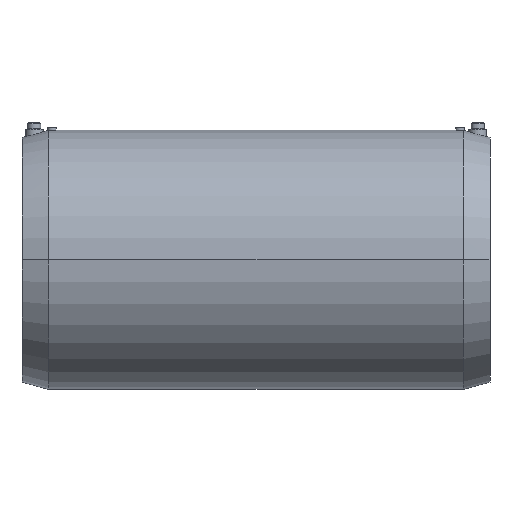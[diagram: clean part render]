
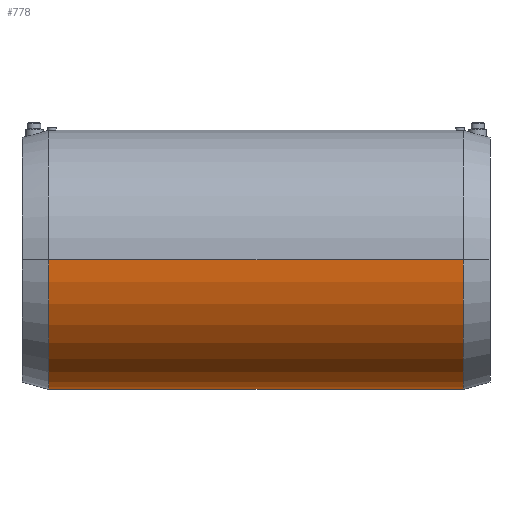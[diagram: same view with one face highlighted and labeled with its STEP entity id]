
A CAD part, front view. The second image highlights one B-rep face of the part: STEP entity #778.
In plain terms, the highlighted cylindrical face has radius 116.5 mm (diameter 233 mm), a partial arc.
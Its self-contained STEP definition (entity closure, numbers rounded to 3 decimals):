
#310 = VERTEX_POINT( '', #890 );
#338 = VERTEX_POINT( '', #921 );
#354 = EDGE_CURVE( '', #338, #390, #939, .T. );
#390 = VERTEX_POINT( '', #979 );
#408 = VERTEX_POINT( '', #999 );
#418 = VERTEX_POINT( '', #1013 );
#494 = EDGE_CURVE( '', #646, #310, #1096, .T. );
#530 = VERTEX_POINT( '', #1134 );
#542 = EDGE_CURVE( '', #390, #418, #1150, .T. );
#626 = EDGE_CURVE( '', #646, #418, #1242, .T. );
#646 = VERTEX_POINT( '', #1264 );
#660 = EDGE_CURVE( '', #338, #530, #1279, .T. );
#730 = EDGE_CURVE( '', #408, #310, #1358, .T. );
#778 = ADVANCED_FACE( '', ( #1416 ), #1417, .T. );
#810 = EDGE_CURVE( '', #530, #408, #1454, .T. );
#890 = CARTESIAN_POINT( '', ( 396.973, -116.5, 0. ) );
#921 = CARTESIAN_POINT( '', ( 110.31, 116.5, 0. ) );
#939 = B_SPLINE_CURVE_WITH_KNOTS( '', 3, ( #1631, #1632, #1633, #1634, #1635, #1636, #1637, #1638, #1639, #1640, #1641, #1642, #1643, #1644, #1645, #1646, #1647, #1648, #1649, #1650, #1651, #1652, #1653, #1654, #1655, #1656, #1657, #1658, #1659, #1660, #1661, #1662, #1663, #1664, #1665, #1666 ), .UNSPECIFIED., .F., .F., ( 4, 2, 2, 2, 2, 2, 2, 2, 2, 2, 2, 2, 2, 2, 2, 2, 2, 4 ), ( 495.563, 505.618, 515.674, 525.73, 535.786, 545.841, 555.897, 565.953, 576.009, 586.601, 597.194, 607.787, 618.379, 628.972, 639.565, 650.157, 655.454, 660.75 ), .UNSPECIFIED. );
#979 = CARTESIAN_POINT( '', ( 210.5, 59.449, -100.19 ) );
#999 = CARTESIAN_POINT( '', ( 24.027, -116.5, 0. ) );
#1013 = CARTESIAN_POINT( '', ( 310.69, 116.5, 0. ) );
#1096 = CIRCLE( '', #2062, 116.5 );
#1134 = CARTESIAN_POINT( '', ( 24.027, 116.5, 0. ) );
#1150 = B_SPLINE_CURVE_WITH_KNOTS( '', 3, ( #2237, #2238, #2239, #2240, #2241, #2242, #2243, #2244, #2245, #2246, #2247, #2248, #2249, #2250, #2251, #2252, #2253, #2254, #2255, #2256, #2257, #2258, #2259, #2260, #2261, #2262, #2263, #2264, #2265, #2266, #2267, #2268, #2269, #2270, #2271, #2272 ), .UNSPECIFIED., .F., .F., ( 4, 2, 2, 2, 2, 2, 2, 2, 2, 2, 2, 2, 2, 2, 2, 2, 2, 4 ), ( 0., 5.296, 10.593, 21.185, 31.778, 42.371, 52.963, 63.556, 74.149, 84.742, 94.797, 104.853, 114.909, 124.965, 135.02, 145.076, 155.132, 165.188 ), .UNSPECIFIED. );
#1242 = LINE( '', #2450, #2451 );
#1264 = CARTESIAN_POINT( '', ( 396.973, 116.5, 0. ) );
#1279 = LINE( '', #2500, #2501 );
#1358 = LINE( '', #2633, #2634 );
#1416 = FACE_OUTER_BOUND( '', #2739, .T. );
#1417 = CYLINDRICAL_SURFACE( '', #2740, 116.5 );
#1454 = CIRCLE( '', #2785, 116.5 );
#1631 = CARTESIAN_POINT( '', ( 110.31, 116.5, 0. ) );
#1632 = CARTESIAN_POINT( '', ( 110.31, 116.5, -3.352 ) );
#1633 = CARTESIAN_POINT( '', ( 110.479, 116.355, -6.732 ) );
#1634 = CARTESIAN_POINT( '', ( 111.163, 115.767, -13.479 ) );
#1635 = CARTESIAN_POINT( '', ( 111.678, 115.325, -16.847 ) );
#1636 = CARTESIAN_POINT( '', ( 113.047, 114.154, -23.507 ) );
#1637 = CARTESIAN_POINT( '', ( 113.902, 113.425, -26.799 ) );
#1638 = CARTESIAN_POINT( '', ( 115.928, 111.704, -33.251 ) );
#1639 = CARTESIAN_POINT( '', ( 117.101, 110.712, -36.411 ) );
#1640 = CARTESIAN_POINT( '', ( 119.73, 108.503, -42.545 ) );
#1641 = CARTESIAN_POINT( '', ( 121.189, 107.284, -45.523 ) );
#1642 = CARTESIAN_POINT( '', ( 124.355, 104.664, -51.261 ) );
#1643 = CARTESIAN_POINT( '', ( 126.061, 103.262, -54.021 ) );
#1644 = CARTESIAN_POINT( '', ( 129.671, 100.331, -59.287 ) );
#1645 = CARTESIAN_POINT( '', ( 131.576, 98.802, -61.794 ) );
#1646 = CARTESIAN_POINT( '', ( 135.525, 95.676, -66.531 ) );
#1647 = CARTESIAN_POINT( '', ( 137.571, 94.08, -68.761 ) );
#1648 = CARTESIAN_POINT( '', ( 141.85, 90.802, -73.04 ) );
#1649 = CARTESIAN_POINT( '', ( 144.173, 89.055, -75.158 ) );
#1650 = CARTESIAN_POINT( '', ( 149.045, 85.488, -79.192 ) );
#1651 = CARTESIAN_POINT( '', ( 151.595, 83.668, -81.108 ) );
#1652 = CARTESIAN_POINT( '', ( 156.893, 80.027, -84.703 ) );
#1653 = CARTESIAN_POINT( '', ( 159.641, 78.205, -86.382 ) );
#1654 = CARTESIAN_POINT( '', ( 165.309, 74.643, -89.478 ) );
#1655 = CARTESIAN_POINT( '', ( 168.229, 72.903, -90.895 ) );
#1656 = CARTESIAN_POINT( '', ( 174.221, 69.6, -93.448 ) );
#1657 = CARTESIAN_POINT( '', ( 177.292, 68.038, -94.584 ) );
#1658 = CARTESIAN_POINT( '', ( 183.574, 65.203, -96.56 ) );
#1659 = CARTESIAN_POINT( '', ( 186.783, 63.93, -97.4 ) );
#1660 = CARTESIAN_POINT( '', ( 193.337, 61.8, -98.766 ) );
#1661 = CARTESIAN_POINT( '', ( 196.681, 60.942, -99.292 ) );
#1662 = CARTESIAN_POINT( '', ( 201.793, 60.06, -99.826 ) );
#1663 = CARTESIAN_POINT( '', ( 203.513, 59.833, -99.961 ) );
#1664 = CARTESIAN_POINT( '', ( 206.984, 59.528, -100.143 ) );
#1665 = CARTESIAN_POINT( '', ( 208.735, 59.449, -100.19 ) );
#1666 = CARTESIAN_POINT( '', ( 210.5, 59.449, -100.19 ) );
#2062 = AXIS2_PLACEMENT_3D( '', #3292, #3293, #3294 );
#2237 = CARTESIAN_POINT( '', ( 210.5, 59.449, -100.19 ) );
#2238 = CARTESIAN_POINT( '', ( 212.265, 59.449, -100.19 ) );
#2239 = CARTESIAN_POINT( '', ( 214.016, 59.528, -100.143 ) );
#2240 = CARTESIAN_POINT( '', ( 217.487, 59.833, -99.961 ) );
#2241 = CARTESIAN_POINT( '', ( 219.207, 60.06, -99.826 ) );
#2242 = CARTESIAN_POINT( '', ( 224.319, 60.942, -99.292 ) );
#2243 = CARTESIAN_POINT( '', ( 227.663, 61.8, -98.766 ) );
#2244 = CARTESIAN_POINT( '', ( 234.217, 63.93, -97.4 ) );
#2245 = CARTESIAN_POINT( '', ( 237.426, 65.203, -96.56 ) );
#2246 = CARTESIAN_POINT( '', ( 243.708, 68.038, -94.584 ) );
#2247 = CARTESIAN_POINT( '', ( 246.779, 69.6, -93.448 ) );
#2248 = CARTESIAN_POINT( '', ( 252.771, 72.903, -90.895 ) );
#2249 = CARTESIAN_POINT( '', ( 255.691, 74.643, -89.478 ) );
#2250 = CARTESIAN_POINT( '', ( 261.359, 78.205, -86.382 ) );
#2251 = CARTESIAN_POINT( '', ( 264.107, 80.027, -84.703 ) );
#2252 = CARTESIAN_POINT( '', ( 269.405, 83.668, -81.108 ) );
#2253 = CARTESIAN_POINT( '', ( 271.955, 85.488, -79.192 ) );
#2254 = CARTESIAN_POINT( '', ( 276.827, 89.055, -75.158 ) );
#2255 = CARTESIAN_POINT( '', ( 279.15, 90.802, -73.04 ) );
#2256 = CARTESIAN_POINT( '', ( 283.429, 94.08, -68.761 ) );
#2257 = CARTESIAN_POINT( '', ( 285.475, 95.676, -66.531 ) );
#2258 = CARTESIAN_POINT( '', ( 289.424, 98.802, -61.794 ) );
#2259 = CARTESIAN_POINT( '', ( 291.329, 100.331, -59.287 ) );
#2260 = CARTESIAN_POINT( '', ( 294.939, 103.262, -54.021 ) );
#2261 = CARTESIAN_POINT( '', ( 296.645, 104.664, -51.261 ) );
#2262 = CARTESIAN_POINT( '', ( 299.811, 107.284, -45.523 ) );
#2263 = CARTESIAN_POINT( '', ( 301.27, 108.503, -42.545 ) );
#2264 = CARTESIAN_POINT( '', ( 303.899, 110.712, -36.411 ) );
#2265 = CARTESIAN_POINT( '', ( 305.072, 111.704, -33.251 ) );
#2266 = CARTESIAN_POINT( '', ( 307.098, 113.425, -26.799 ) );
#2267 = CARTESIAN_POINT( '', ( 307.953, 114.154, -23.507 ) );
#2268 = CARTESIAN_POINT( '', ( 309.322, 115.325, -16.847 ) );
#2269 = CARTESIAN_POINT( '', ( 309.837, 115.767, -13.479 ) );
#2270 = CARTESIAN_POINT( '', ( 310.521, 116.355, -6.732 ) );
#2271 = CARTESIAN_POINT( '', ( 310.69, 116.5, -3.352 ) );
#2272 = CARTESIAN_POINT( '', ( 310.69, 116.5, 0. ) );
#2450 = CARTESIAN_POINT( '', ( 210.5, 116.5, 0. ) );
#2451 = VECTOR( '', #3446, 1. );
#2500 = CARTESIAN_POINT( '', ( 210.5, 116.5, 0. ) );
#2501 = VECTOR( '', #3489, 1. );
#2633 = CARTESIAN_POINT( '', ( 210.5, -116.5, 0. ) );
#2634 = VECTOR( '', #3594, 1. );
#2739 = EDGE_LOOP( '', ( #3666, #3667, #3668, #3669, #3670, #3671, #3672 ) );
#2740 = AXIS2_PLACEMENT_3D( '', #3673, #3674, #3675 );
#2785 = AXIS2_PLACEMENT_3D( '', #3722, #3723, #3724 );
#3292 = CARTESIAN_POINT( '', ( 396.973, 0., 0. ) );
#3293 = DIRECTION( '', ( -1., 0., 0. ) );
#3294 = DIRECTION( '', ( 0., 1., 0. ) );
#3446 = DIRECTION( '', ( -1., 0., 0. ) );
#3489 = DIRECTION( '', ( -1., 0., 0. ) );
#3594 = DIRECTION( '', ( 1., 0., 0. ) );
#3666 = ORIENTED_EDGE( '', *, *, #626, .F. );
#3667 = ORIENTED_EDGE( '', *, *, #494, .T. );
#3668 = ORIENTED_EDGE( '', *, *, #730, .F. );
#3669 = ORIENTED_EDGE( '', *, *, #810, .F. );
#3670 = ORIENTED_EDGE( '', *, *, #660, .F. );
#3671 = ORIENTED_EDGE( '', *, *, #354, .T. );
#3672 = ORIENTED_EDGE( '', *, *, #542, .T. );
#3673 = CARTESIAN_POINT( '', ( 210.5, 0., 0. ) );
#3674 = DIRECTION( '', ( 1., 0., 0. ) );
#3675 = DIRECTION( '', ( 0., 1., 0. ) );
#3722 = CARTESIAN_POINT( '', ( 24.027, 0., 0. ) );
#3723 = DIRECTION( '', ( -1., 0., 0. ) );
#3724 = DIRECTION( '', ( 0., 1., 0. ) );
